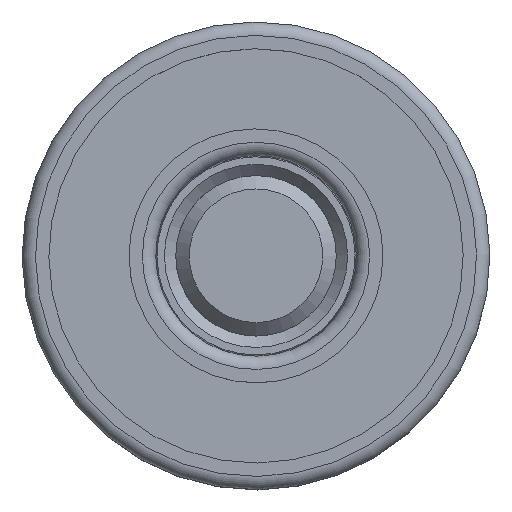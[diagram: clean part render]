
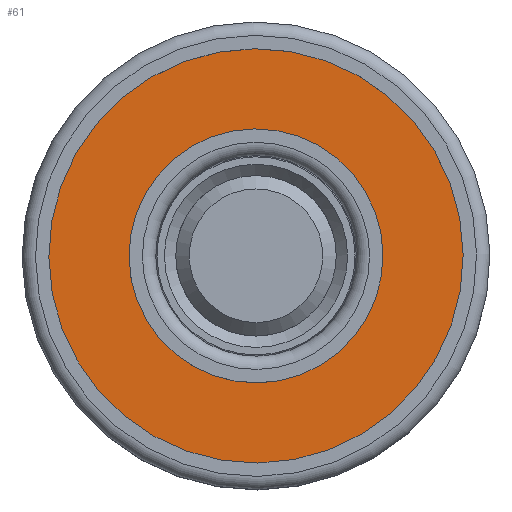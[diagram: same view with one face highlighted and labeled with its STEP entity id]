
A CAD part, top view. The second image highlights one B-rep face of the part: STEP entity #61.
In plain terms, the highlighted planar face has unit normal (0, 0, 1).
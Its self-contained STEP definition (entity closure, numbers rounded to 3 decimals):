
#61=ADVANCED_FACE('',(#191,#193),#195,.T.);
#191=FACE_BOUND('',#192,.T.);
#192=EDGE_LOOP('',(#795));
#193=FACE_BOUND('',#194,.T.);
#194=EDGE_LOOP('',(#796));
#195=PLANE('',#196);
#196=AXIS2_PLACEMENT_3D('',#197,#198,#199);
#197=CARTESIAN_POINT('',(0.,0.,79.948));
#198=DIRECTION('',(0.,0.,1.));
#199=DIRECTION('',(-0.008,1.,0.));
#795=ORIENTED_EDGE('',*,*,#1219,.F.);
#796=ORIENTED_EDGE('',*,*,#1217,.T.);
#1217=EDGE_CURVE('',#1410,#1410,#1411,.F.);
#1219=EDGE_CURVE('',#1414,#1414,#1415,.F.);
#1410=VERTEX_POINT('',#1721);
#1411=CIRCLE('',#1722,9.5);
#1414=VERTEX_POINT('',#1731);
#1415=CIRCLE('',#1732,15.5);
#1721=CARTESIAN_POINT('',(-0.08,9.5,79.948));
#1722=AXIS2_PLACEMENT_3D('',#1723,#1724,#1725);
#1723=CARTESIAN_POINT('',(0.,0.,79.948));
#1724=DIRECTION('',(0.,0.,1.));
#1725=DIRECTION('',(-0.008,1.,0.));
#1731=CARTESIAN_POINT('',(-0.131,15.499,79.948));
#1732=AXIS2_PLACEMENT_3D('',#1733,#1734,#1735);
#1733=CARTESIAN_POINT('',(0.,0.,79.948));
#1734=DIRECTION('',(0.,0.,1.));
#1735=DIRECTION('',(-0.008,1.,0.));
